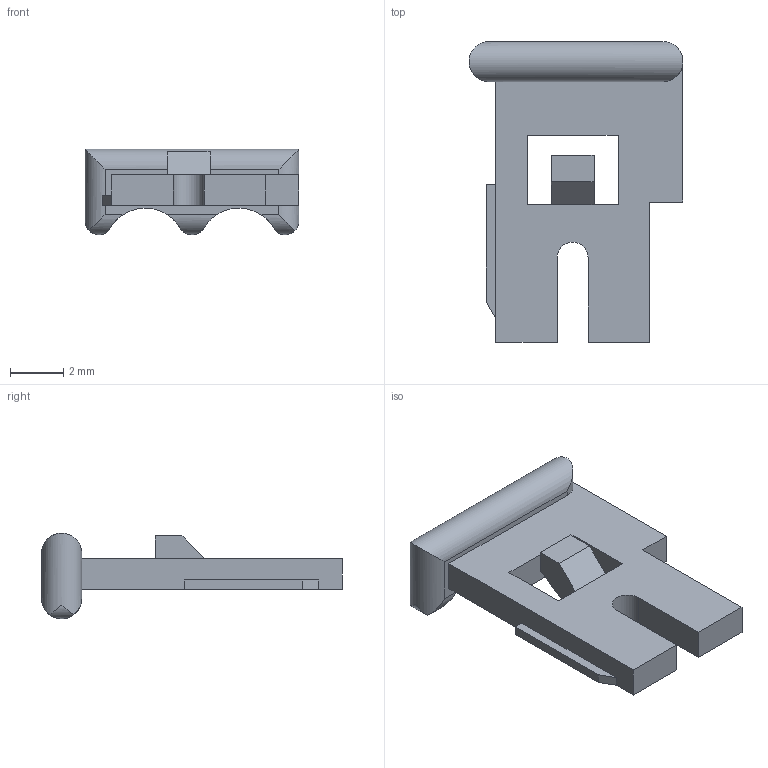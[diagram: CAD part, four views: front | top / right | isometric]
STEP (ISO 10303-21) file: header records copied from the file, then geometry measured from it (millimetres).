
FILE_DESCRIPTION(/* description */ (''),/* implementation_level */ '2;1');
FILE_NAME(/* name */ '15324070-ENV10_02-LOCK.stp',/* time_stamp */ '2024-01-23T13:51:23+08:00',/* author */ (''),/* organization */ (''),/* preprocessor_version */ 'ST-DEVELOPER v16',/* originating_system */ 'SIEMENS PLM Software NX 11.0',/* authorisation */ '');
FILE_SCHEMA (('AUTOMOTIVE_DESIGN { 1 0 10303 214 3 1 1 1 }'));
Length unit declared in the file: millimetre
Products named in the file (1): 15324070-ENV10_02-LOCK
Bounding box: 8 x 11.25 x 3.2 mm (x, y, z)
Volume: 88.5 mm3; surface area: 222.8 mm2
Topology: 1 solids, 1 shells, 45 faces, 124 edges, 81 vertices
Faces by surface type: plane 27, cylinder 18
Entity records: 1644 total; most frequent: CARTESIAN_POINT 503, ORIENTED_EDGE 248, DIRECTION 206, EDGE_CURVE 124, LINE 86, VECTOR 86, VERTEX_POINT 81, AXIS2_PLACEMENT_3D 60
